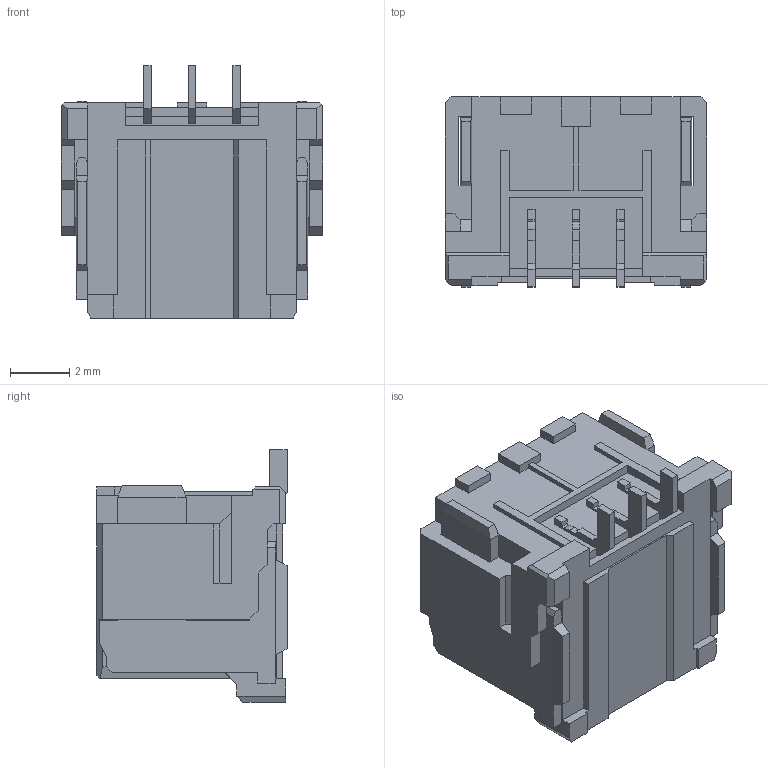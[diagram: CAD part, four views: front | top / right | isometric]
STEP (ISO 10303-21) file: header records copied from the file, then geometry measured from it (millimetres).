
FILE_DESCRIPTION((''),'2;1');
FILE_NAME('2132260370','2020-02-11T',('gga'),(''),'PRO/ENGINEER BY PARAMETRIC TECHNOLOGY CORPORATION, 2016010','PRO/ENGINEER BY PARAMETRIC TECHNOLOGY CORPORATION, 2016010','');
FILE_SCHEMA(('CONFIG_CONTROL_DESIGN'));
Length unit declared in the file: millimetre
Products named in the file (1): 2132260370
Bounding box: 8.8 x 6.4 x 8.5 mm (x, y, z)
Volume: 189.7 mm3; surface area: 568.4 mm2
Topology: 1 solids, 1 shells, 384 faces, 1126 edges, 740 vertices
Faces by surface type: plane 357, cylinder 27
Entity records: 12505 total; most frequent: CARTESIAN_POINT 2276, ORIENTED_EDGE 2212, DIRECTION 1930, EDGE_CURVE 1106, VECTOR 1068, LINE 1068, VERTEX_POINT 720, AXIS2_PLACEMENT_3D 431
